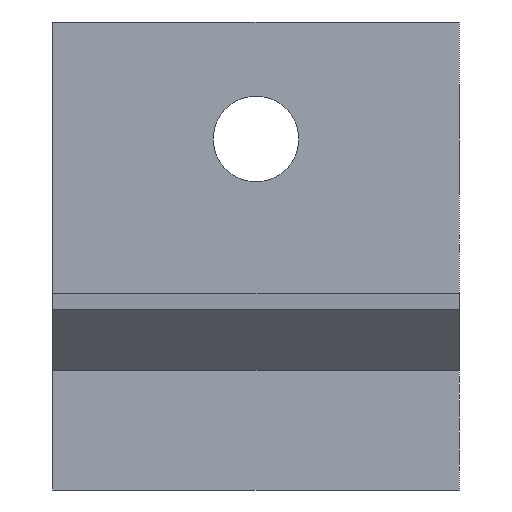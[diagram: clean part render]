
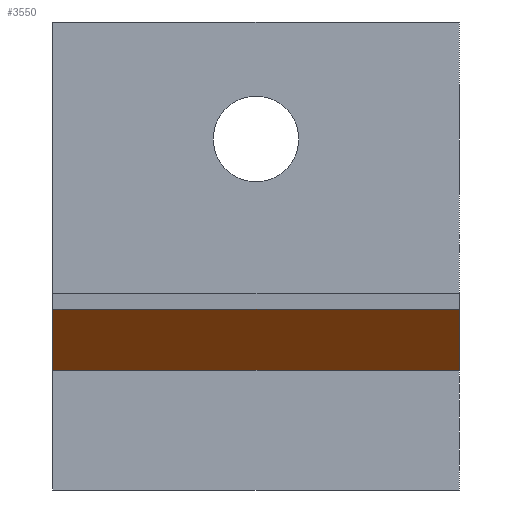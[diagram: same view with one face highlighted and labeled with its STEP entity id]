
A CAD part, front view. The second image highlights one B-rep face of the part: STEP entity #3550.
In plain terms, the highlighted planar face has unit normal (0, -0.707, -0.707).
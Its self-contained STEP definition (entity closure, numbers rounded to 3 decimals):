
#24 = VERTEX_POINT('',#25);
#25 = CARTESIAN_POINT('',(-10.,-31.9,14.379));
#32 = PLANE('',#33);
#33 = AXIS2_PLACEMENT_3D('',#34,#35,#36);
#34 = CARTESIAN_POINT('',(-10.,-31.9,8.5));
#35 = DIRECTION('',(1.,0.,0.));
#36 = DIRECTION('',(0.,0.,1.));
#44 = PLANE('',#45);
#45 = AXIS2_PLACEMENT_3D('',#46,#47,#48);
#46 = CARTESIAN_POINT('',(-10.,-31.9,8.5));
#47 = DIRECTION('',(0.,1.,0.));
#48 = DIRECTION('',(0.,0.,1.));
#279 = PLANE('',#280);
#280 = AXIS2_PLACEMENT_3D('',#281,#282,#283);
#281 = CARTESIAN_POINT('',(-10.,-29.879,
    18.721));
#282 = DIRECTION('',(0.,0.259,-0.966)
  );
#283 = DIRECTION('',(0.,-0.966,-0.259)
  );
#291 = VERTEX_POINT('',#292);
#292 = CARTESIAN_POINT('',(-10.,-31.224,13.702));
#305 = PLANE('',#306);
#306 = AXIS2_PLACEMENT_3D('',#307,#308,#309);
#307 = CARTESIAN_POINT('',(-10.,-31.224,
    13.702));
#308 = DIRECTION('',(0.,-0.966,0.259)
  );
#309 = DIRECTION('',(0.,0.259,0.966)
  );
#316 = EDGE_CURVE('',#291,#24,#317,.T.);
#317 = SURFACE_CURVE('',#318,(#322,#328),.PCURVE_S1.);
#318 = LINE('',#319,#320);
#319 = CARTESIAN_POINT('',(-10.,-31.929,14.408));
#320 = VECTOR('',#321,1.);
#321 = DIRECTION('',(0.,-0.707,0.707));
#322 = PCURVE('',#32,#323);
#323 = DEFINITIONAL_REPRESENTATION('',(#324),#327);
#324 = B_SPLINE_CURVE_WITH_KNOTS('',1,(#325,#326),.UNSPECIFIED.,.F.,.F.,
  (2,2),(-1.518,4.718),.PIECEWISE_BEZIER_KNOTS.);
#325 = CARTESIAN_POINT('',(4.835,-1.044));
#326 = CARTESIAN_POINT('',(9.244,3.365));
#327 = ( GEOMETRIC_REPRESENTATION_CONTEXT(2) 
PARAMETRIC_REPRESENTATION_CONTEXT() REPRESENTATION_CONTEXT('2D SPACE',''
  ) );
#328 = PCURVE('',#329,#334);
#329 = PLANE('',#330);
#330 = AXIS2_PLACEMENT_3D('',#331,#332,#333);
#331 = CARTESIAN_POINT('',(-10.,-34.898,
    17.376));
#332 = DIRECTION('',(0.,0.707,0.707)
  );
#333 = DIRECTION('',(0.,0.707,-0.707)
  );
#334 = DEFINITIONAL_REPRESENTATION('',(#335),#338);
#335 = B_SPLINE_CURVE_WITH_KNOTS('',1,(#336,#337),.UNSPECIFIED.,.F.,.F.,
  (2,2),(-1.518,4.718),.PIECEWISE_BEZIER_KNOTS.);
#336 = CARTESIAN_POINT('',(5.716,0.));
#337 = CARTESIAN_POINT('',(-0.52,0.));
#338 = ( GEOMETRIC_REPRESENTATION_CONTEXT(2) 
PARAMETRIC_REPRESENTATION_CONTEXT() REPRESENTATION_CONTEXT('2D SPACE',''
  ) );
#1855 = EDGE_CURVE('',#24,#1856,#1858,.T.);
#1856 = VERTEX_POINT('',#1857);
#1857 = CARTESIAN_POINT('',(10.,-31.9,14.379));
#1858 = SURFACE_CURVE('',#1859,(#1863,#1869),.PCURVE_S1.);
#1859 = LINE('',#1860,#1861);
#1860 = CARTESIAN_POINT('',(-10.,-31.9,14.379));
#1861 = VECTOR('',#1862,1.);
#1862 = DIRECTION('',(1.,0.,0.));
#1863 = PCURVE('',#44,#1864);
#1864 = DEFINITIONAL_REPRESENTATION('',(#1865),#1868);
#1865 = B_SPLINE_CURVE_WITH_KNOTS('',1,(#1866,#1867),.UNSPECIFIED.,.F.,
  .F.,(2,2),(-2.,22.),.PIECEWISE_BEZIER_KNOTS.);
#1866 = CARTESIAN_POINT('',(5.879,-2.));
#1867 = CARTESIAN_POINT('',(5.879,22.));
#1868 = ( GEOMETRIC_REPRESENTATION_CONTEXT(2) 
PARAMETRIC_REPRESENTATION_CONTEXT() REPRESENTATION_CONTEXT('2D SPACE',''
  ) );
#1869 = PCURVE('',#329,#1870);
#1870 = DEFINITIONAL_REPRESENTATION('',(#1871),#1874);
#1871 = B_SPLINE_CURVE_WITH_KNOTS('',1,(#1872,#1873),.UNSPECIFIED.,.F.,
  .F.,(2,2),(-2.,22.),.PIECEWISE_BEZIER_KNOTS.);
#1872 = CARTESIAN_POINT('',(4.239,2.));
#1873 = CARTESIAN_POINT('',(4.239,-22.));
#1874 = ( GEOMETRIC_REPRESENTATION_CONTEXT(2) 
PARAMETRIC_REPRESENTATION_CONTEXT() REPRESENTATION_CONTEXT('2D SPACE',''
  ) );
#1891 = PLANE('',#1892);
#1892 = AXIS2_PLACEMENT_3D('',#1893,#1894,#1895);
#1893 = CARTESIAN_POINT('',(10.,-32.,16.6));
#1894 = DIRECTION('',(1.,0.,0.));
#1895 = DIRECTION('',(0.,-0.966,0.259));
#3550 = ADVANCED_FACE('',(#3551),#329,.F.);
#3551 = FACE_BOUND('',#3552,.F.);
#3552 = EDGE_LOOP('',(#3553,#3583,#3606,#3627,#3628,#3629));
#3553 = ORIENTED_EDGE('',*,*,#3554,.F.);
#3554 = EDGE_CURVE('',#3555,#3557,#3559,.T.);
#3555 = VERTEX_POINT('',#3556);
#3556 = CARTESIAN_POINT('',(-10.,-34.898,
    17.376));
#3557 = VERTEX_POINT('',#3558);
#3558 = CARTESIAN_POINT('',(-10.,-31.224,
    13.702));
#3559 = SURFACE_CURVE('',#3560,(#3564,#3571),.PCURVE_S1.);
#3560 = LINE('',#3561,#3562);
#3561 = CARTESIAN_POINT('',(-10.,-34.898,
    17.376));
#3562 = VECTOR('',#3563,1.);
#3563 = DIRECTION('',(0.,0.707,-0.707)
  );
#3564 = PCURVE('',#329,#3565);
#3565 = DEFINITIONAL_REPRESENTATION('',(#3566),#3570);
#3566 = LINE('',#3567,#3568);
#3567 = CARTESIAN_POINT('',(0.,0.));
#3568 = VECTOR('',#3569,1.);
#3569 = DIRECTION('',(1.,0.));
#3570 = ( GEOMETRIC_REPRESENTATION_CONTEXT(2) 
PARAMETRIC_REPRESENTATION_CONTEXT() REPRESENTATION_CONTEXT('2D SPACE',''
  ) );
#3571 = PCURVE('',#3572,#3577);
#3572 = PLANE('',#3573);
#3573 = AXIS2_PLACEMENT_3D('',#3574,#3575,#3576);
#3574 = CARTESIAN_POINT('',(-10.,-32.,16.6));
#3575 = DIRECTION('',(1.,0.,0.));
#3576 = DIRECTION('',(0.,-0.966,0.259));
#3577 = DEFINITIONAL_REPRESENTATION('',(#3578),#3582);
#3578 = LINE('',#3579,#3580);
#3579 = CARTESIAN_POINT('',(3.,0.));
#3580 = VECTOR('',#3581,1.);
#3581 = DIRECTION('',(-0.866,0.5));
#3582 = ( GEOMETRIC_REPRESENTATION_CONTEXT(2) 
PARAMETRIC_REPRESENTATION_CONTEXT() REPRESENTATION_CONTEXT('2D SPACE',''
  ) );
#3583 = ORIENTED_EDGE('',*,*,#3584,.T.);
#3584 = EDGE_CURVE('',#3555,#3585,#3587,.T.);
#3585 = VERTEX_POINT('',#3586);
#3586 = CARTESIAN_POINT('',(10.,-34.898,
    17.376));
#3587 = SURFACE_CURVE('',#3588,(#3592,#3599),.PCURVE_S1.);
#3588 = LINE('',#3589,#3590);
#3589 = CARTESIAN_POINT('',(-10.,-34.898,
    17.376));
#3590 = VECTOR('',#3591,1.);
#3591 = DIRECTION('',(1.,0.,0.));
#3592 = PCURVE('',#329,#3593);
#3593 = DEFINITIONAL_REPRESENTATION('',(#3594),#3598);
#3594 = LINE('',#3595,#3596);
#3595 = CARTESIAN_POINT('',(0.,0.));
#3596 = VECTOR('',#3597,1.);
#3597 = DIRECTION('',(0.,-1.));
#3598 = ( GEOMETRIC_REPRESENTATION_CONTEXT(2) 
PARAMETRIC_REPRESENTATION_CONTEXT() REPRESENTATION_CONTEXT('2D SPACE',''
  ) );
#3599 = PCURVE('',#279,#3600);
#3600 = DEFINITIONAL_REPRESENTATION('',(#3601),#3605);
#3601 = LINE('',#3602,#3603);
#3602 = CARTESIAN_POINT('',(5.196,0.));
#3603 = VECTOR('',#3604,1.);
#3604 = DIRECTION('',(0.,-1.));
#3605 = ( GEOMETRIC_REPRESENTATION_CONTEXT(2) 
PARAMETRIC_REPRESENTATION_CONTEXT() REPRESENTATION_CONTEXT('2D SPACE',''
  ) );
#3606 = ORIENTED_EDGE('',*,*,#3607,.T.);
#3607 = EDGE_CURVE('',#3585,#1856,#3608,.T.);
#3608 = SURFACE_CURVE('',#3609,(#3613,#3620),.PCURVE_S1.);
#3609 = LINE('',#3610,#3611);
#3610 = CARTESIAN_POINT('',(10.,-34.898,
    17.376));
#3611 = VECTOR('',#3612,1.);
#3612 = DIRECTION('',(0.,0.707,-0.707)
  );
#3613 = PCURVE('',#329,#3614);
#3614 = DEFINITIONAL_REPRESENTATION('',(#3615),#3619);
#3615 = LINE('',#3616,#3617);
#3616 = CARTESIAN_POINT('',(0.,-20.));
#3617 = VECTOR('',#3618,1.);
#3618 = DIRECTION('',(1.,0.));
#3619 = ( GEOMETRIC_REPRESENTATION_CONTEXT(2) 
PARAMETRIC_REPRESENTATION_CONTEXT() REPRESENTATION_CONTEXT('2D SPACE',''
  ) );
#3620 = PCURVE('',#1891,#3621);
#3621 = DEFINITIONAL_REPRESENTATION('',(#3622),#3626);
#3622 = LINE('',#3623,#3624);
#3623 = CARTESIAN_POINT('',(3.,0.));
#3624 = VECTOR('',#3625,1.);
#3625 = DIRECTION('',(-0.866,0.5));
#3626 = ( GEOMETRIC_REPRESENTATION_CONTEXT(2) 
PARAMETRIC_REPRESENTATION_CONTEXT() REPRESENTATION_CONTEXT('2D SPACE',''
  ) );
#3627 = ORIENTED_EDGE('',*,*,#1855,.F.);
#3628 = ORIENTED_EDGE('',*,*,#316,.F.);
#3629 = ORIENTED_EDGE('',*,*,#3630,.F.);
#3630 = EDGE_CURVE('',#3557,#291,#3631,.T.);
#3631 = SURFACE_CURVE('',#3632,(#3636,#3643),.PCURVE_S1.);
#3632 = LINE('',#3633,#3634);
#3633 = CARTESIAN_POINT('',(-10.,-31.224,
    13.702));
#3634 = VECTOR('',#3635,1.);
#3635 = DIRECTION('',(1.,0.,0.));
#3636 = PCURVE('',#329,#3637);
#3637 = DEFINITIONAL_REPRESENTATION('',(#3638),#3642);
#3638 = LINE('',#3639,#3640);
#3639 = CARTESIAN_POINT('',(5.196,0.));
#3640 = VECTOR('',#3641,1.);
#3641 = DIRECTION('',(0.,-1.));
#3642 = ( GEOMETRIC_REPRESENTATION_CONTEXT(2) 
PARAMETRIC_REPRESENTATION_CONTEXT() REPRESENTATION_CONTEXT('2D SPACE',''
  ) );
#3643 = PCURVE('',#305,#3644);
#3644 = DEFINITIONAL_REPRESENTATION('',(#3645),#3649);
#3645 = LINE('',#3646,#3647);
#3646 = CARTESIAN_POINT('',(0.,0.));
#3647 = VECTOR('',#3648,1.);
#3648 = DIRECTION('',(0.,-1.));
#3649 = ( GEOMETRIC_REPRESENTATION_CONTEXT(2) 
PARAMETRIC_REPRESENTATION_CONTEXT() REPRESENTATION_CONTEXT('2D SPACE',''
  ) );
